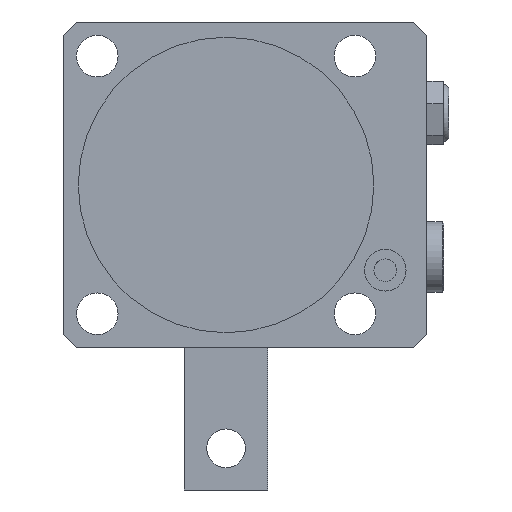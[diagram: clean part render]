
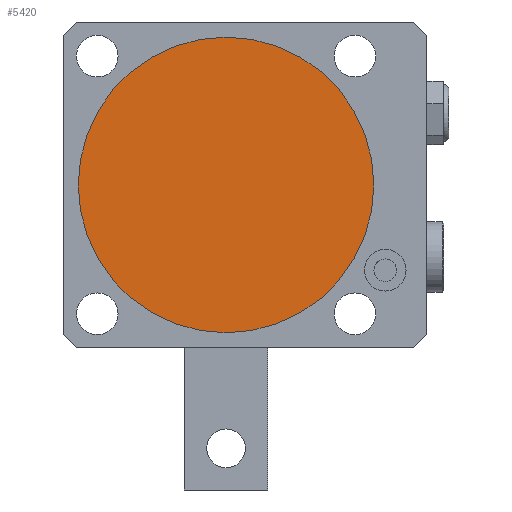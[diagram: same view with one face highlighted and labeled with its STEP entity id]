
A CAD part, front view. The second image highlights one B-rep face of the part: STEP entity #5420.
In plain terms, the highlighted planar face has unit normal (0, -1, 0).
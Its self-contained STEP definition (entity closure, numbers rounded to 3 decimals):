
#372 = CARTESIAN_POINT ( 'NONE',  ( 31.054, -69., -24.991 ) ) ;
#445 = CARTESIAN_POINT ( 'NONE',  ( 31.054, -69., 14.009 ) ) ;
#668 = AXIS2_PLACEMENT_3D ( 'NONE', #1038, #2475, #2095 ) ;
#1038 = CARTESIAN_POINT ( 'NONE',  ( 31.054, -69., 14.009 ) ) ;
#1318 = DIRECTION ( 'NONE',  ( 0., -1., 0. ) ) ;
#1527 = CARTESIAN_POINT ( 'NONE',  ( 31.054, -69., 14.009 ) ) ;
#2052 = EDGE_LOOP ( 'NONE', ( #3412, #4249 ) ) ;
#2095 = DIRECTION ( 'NONE',  ( 0., 0., -1. ) ) ;
#2245 = AXIS2_PLACEMENT_3D ( 'NONE', #1527, #5483, #2871 ) ;
#2424 = PLANE ( 'NONE',  #2245 ) ;
#2475 = DIRECTION ( 'NONE',  ( 0., -1., 0. ) ) ;
#2871 = DIRECTION ( 'NONE',  ( 0., 0., -1. ) ) ;
#3412 = ORIENTED_EDGE ( 'NONE', *, *, #3457, .T. ) ;
#3457 = EDGE_CURVE ( 'NONE', #5530, #4188, #4768, .T. ) ;
#3943 = AXIS2_PLACEMENT_3D ( 'NONE', #445, #1318, #3958 ) ;
#3958 = DIRECTION ( 'NONE',  ( 0., 0., -1. ) ) ;
#4006 = EDGE_CURVE ( 'NONE', #4188, #5530, #4068, .T. ) ;
#4068 = CIRCLE ( 'NONE', #668, 39. ) ;
#4188 = VERTEX_POINT ( 'NONE', #372 ) ;
#4249 = ORIENTED_EDGE ( 'NONE', *, *, #4006, .T. ) ;
#4302 = CARTESIAN_POINT ( 'NONE',  ( 31.054, -69., 53.009 ) ) ;
#4768 = CIRCLE ( 'NONE', #3943, 39. ) ;
#5405 = FACE_OUTER_BOUND ( 'NONE', #2052, .T. ) ;
#5420 = ADVANCED_FACE ( 'NONE', ( #5405 ), #2424, .T. ) ;
#5483 = DIRECTION ( 'NONE',  ( 0., -1., 0. ) ) ;
#5530 = VERTEX_POINT ( 'NONE', #4302 ) ;
